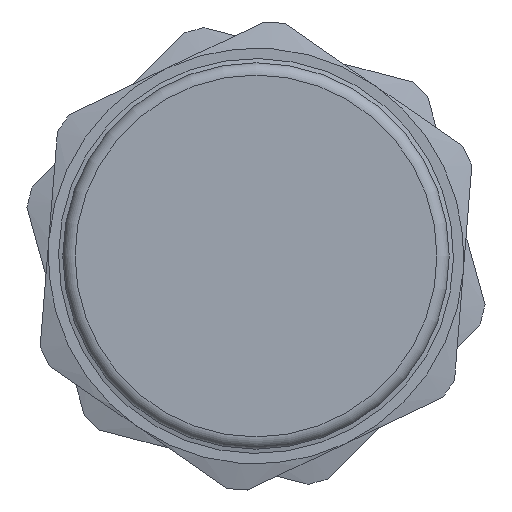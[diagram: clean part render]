
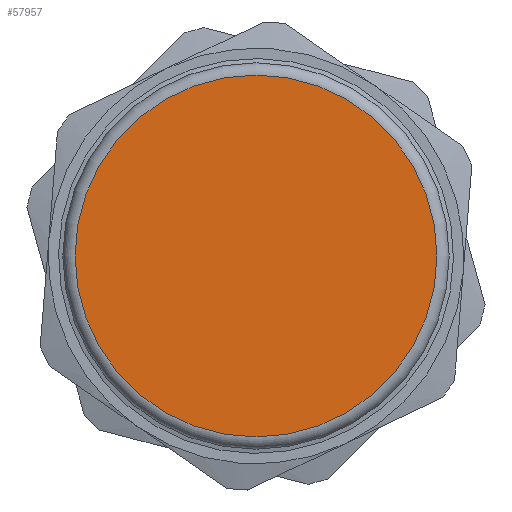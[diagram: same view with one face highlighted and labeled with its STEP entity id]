
A CAD part, left-side view. The second image highlights one B-rep face of the part: STEP entity #57957.
In plain terms, the highlighted planar face has unit normal (-1, 0, 0).
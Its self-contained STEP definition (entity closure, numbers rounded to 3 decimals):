
#57937=CARTESIAN_POINT('',(0.,-7.4,0.0));
#57938=VERTEX_POINT('',#57937);
#57939=CARTESIAN_POINT('',(0.0,0.0,0.0));
#57940=DIRECTION('',(1.0,0.0,0.0));
#57941=DIRECTION('',(0.0,-1.0,0.0));
#57942=AXIS2_PLACEMENT_3D('',#57939,#57940,#57941);
#57943=CIRCLE('',#57942,7.4);
#57944=EDGE_CURVE('',#57938,#57938,#57943,.T.);
#57949=CARTESIAN_POINT('',(0.,-6.588,0.0));
#57950=DIRECTION('',(-1.0,0.0,0.0));
#57951=DIRECTION('',(0.0,0.0,1.0));
#57952=AXIS2_PLACEMENT_3D('',#57949,#57950,#57951);
#57953=PLANE('',#57952);
#57954=ORIENTED_EDGE('',*,*,#57944,.F.);
#57955=EDGE_LOOP('',(#57954));
#57956=FACE_OUTER_BOUND('',#57955,.T.);
#57957=ADVANCED_FACE('',(#57956),#57953,.T.);
